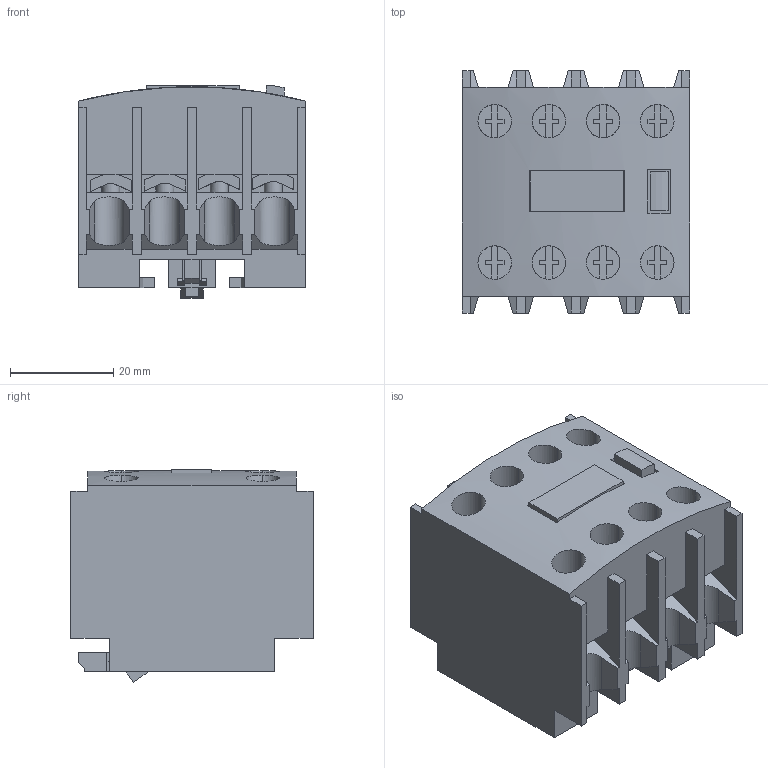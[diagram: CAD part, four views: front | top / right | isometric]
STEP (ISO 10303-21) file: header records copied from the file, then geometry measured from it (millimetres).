
FILE_DESCRIPTION((''),'2;1');
FILE_NAME('SB103298_3D-SIMPLIFIE_SW0001','2011-04-12T',('CDecastro'),(''),'PRO/ENGINEER BY PARAMETRIC TECHNOLOGY CORPORATION, 2006170','PRO/ENGINEER BY PARAMETRIC TECHNOLOGY CORPORATION, 2006170','');
FILE_SCHEMA(('CONFIG_CONTROL_DESIGN'));
Length unit declared in the file: millimetre
Products named in the file (1): SB103298_3D-SIMPLIFIE_SW0001
Bounding box: 44 x 47 x 41.2 mm (x, y, z)
Volume: 52076.3 mm3; surface area: 22537.2 mm2
Topology: 1 solids, 1 shells, 554 faces, 1593 edges, 1054 vertices
Faces by surface type: plane 472, cylinder 82
Entity records: 19791 total; most frequent: CARTESIAN_POINT 5249, ORIENTED_EDGE 3186, DIRECTION 2725, EDGE_CURVE 1593, VECTOR 1377, LINE 1377, VERTEX_POINT 1054, AXIS2_PLACEMENT_3D 674
